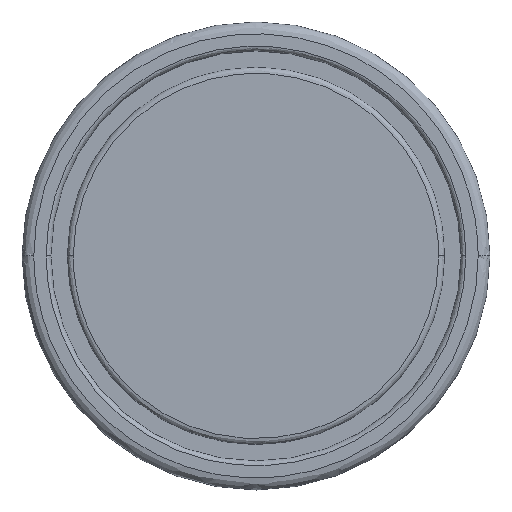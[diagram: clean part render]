
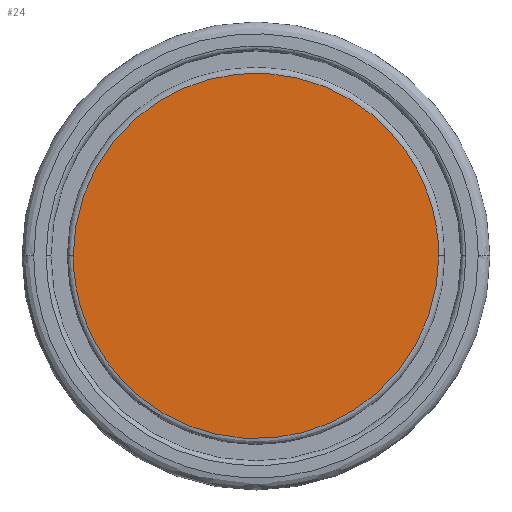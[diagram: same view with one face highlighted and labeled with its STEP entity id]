
A CAD part, top view. The second image highlights one B-rep face of the part: STEP entity #24.
In plain terms, the highlighted face is planar.
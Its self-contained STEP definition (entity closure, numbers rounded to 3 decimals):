
#24 = ADVANCED_FACE ( 'N', ( #774 ), #491, .T. ) ;
#85 =( BOUNDED_CURVE ( )  B_SPLINE_CURVE ( 3, ( #624, #919, #1077, #97 ),
 .UNSPECIFIED., .F., .T. ) 
 B_SPLINE_CURVE_WITH_KNOTS ( ( 4, 4 ),
 ( 0., 1. ),
 .UNSPECIFIED. ) 
 CURVE ( )  GEOMETRIC_REPRESENTATION_ITEM ( )  RATIONAL_B_SPLINE_CURVE ( ( 1., 0.333, 0.333, 1. ) ) 
 REPRESENTATION_ITEM ( '' )  );
#97 = CARTESIAN_POINT ( 'NONE',  ( 3.05, 0., 7.75 ) ) ;
#182 = CARTESIAN_POINT ( 'NONE',  ( 3.05, 0., 7.75 ) ) ;
#294 = EDGE_CURVE ( 'NONE', #548, #816, #85, .T. ) ;
#357 = CARTESIAN_POINT ( 'NONE',  ( 3.05, 15.5, 7.75 ) ) ;
#358 = CARTESIAN_POINT ( 'NONE',  ( 3.05, 15.5, -7.75 ) ) ;
#396 = AXIS2_PLACEMENT_3D ( 'NONE', #1018, #657, #845 ) ;
#491 = PLANE ( 'NONE',  #396 ) ;
#509 = CARTESIAN_POINT ( 'NONE',  ( 3.05, 0., -7.75 ) ) ;
#548 = VERTEX_POINT ( 'NONE', #509 ) ;
#612 = ORIENTED_EDGE ( 'NONE', *, *, #1135, .F. ) ;
#624 = CARTESIAN_POINT ( 'NONE',  ( 3.05, 0., -7.75 ) ) ;
#625 = CARTESIAN_POINT ( 'NONE',  ( 3.05, 0., 7.75 ) ) ;
#657 = DIRECTION ( 'NONE',  ( 1., 0., 0. ) ) ;
#692 = EDGE_LOOP ( 'NONE', ( #612, #1122 ) ) ;
#774 = FACE_OUTER_BOUND ( 'NONE', #692, .T. ) ;
#813 = CARTESIAN_POINT ( 'NONE',  ( 3.05, 0., -7.75 ) ) ;
#816 = VERTEX_POINT ( 'NONE', #182 ) ;
#845 = DIRECTION ( 'NONE',  ( 0., 0., -1. ) ) ;
#919 = CARTESIAN_POINT ( 'NONE',  ( 3.05, -15.5, -7.75 ) ) ;
#1018 = CARTESIAN_POINT ( 'NONE',  ( 3.05, 0., 0. ) ) ;
#1077 = CARTESIAN_POINT ( 'NONE',  ( 3.05, -15.5, 7.75 ) ) ;
#1086 =( BOUNDED_CURVE ( )  B_SPLINE_CURVE ( 3, ( #625, #357, #358, #813 ),
 .UNSPECIFIED., .F., .T. ) 
 B_SPLINE_CURVE_WITH_KNOTS ( ( 4, 4 ),
 ( 0., 1. ),
 .UNSPECIFIED. ) 
 CURVE ( )  GEOMETRIC_REPRESENTATION_ITEM ( )  RATIONAL_B_SPLINE_CURVE ( ( 1., 0.333, 0.333, 1. ) ) 
 REPRESENTATION_ITEM ( '' )  );
#1122 = ORIENTED_EDGE ( 'NONE', *, *, #294, .F. ) ;
#1135 = EDGE_CURVE ( 'NONE', #816, #548, #1086, .T. ) ;
